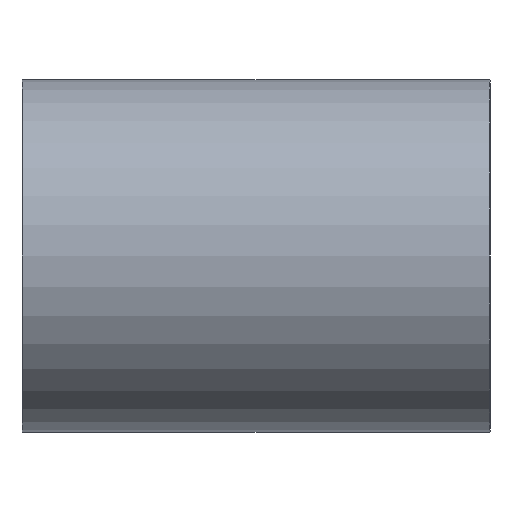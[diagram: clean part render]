
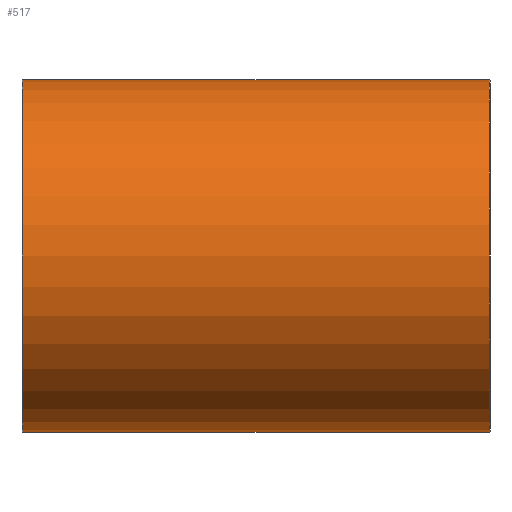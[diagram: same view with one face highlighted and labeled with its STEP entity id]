
A CAD part, left-side view. The second image highlights one B-rep face of the part: STEP entity #517.
In plain terms, the highlighted cylindrical face has radius 55 mm (diameter 110 mm), a partial arc.
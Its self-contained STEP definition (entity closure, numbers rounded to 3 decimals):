
#115 = VERTEX_POINT ( 'NONE', #3233 ) ;
#270 = ORIENTED_EDGE ( 'NONE', *, *, #2855, .T. ) ;
#350 = VERTEX_POINT ( 'NONE', #3313 ) ;
#428 = VERTEX_POINT ( 'NONE', #2724 ) ;
#461 = DIRECTION ( 'NONE',  ( 0., 1., 0. ) ) ;
#517 = ADVANCED_FACE ( 'NONE', ( #1068 ), #3353, .T. ) ;
#520 = LINE ( 'NONE', #3721, #2889 ) ;
#674 = VECTOR ( 'NONE', #3002, 1000. ) ;
#723 = VERTEX_POINT ( 'NONE', #1650 ) ;
#1045 = CARTESIAN_POINT ( 'NONE',  ( 0., 0.2, 0. ) ) ;
#1068 = FACE_OUTER_BOUND ( 'NONE', #3140, .T. ) ;
#1275 = AXIS2_PLACEMENT_3D ( 'NONE', #1045, #461, #2311 ) ;
#1322 = CARTESIAN_POINT ( 'NONE',  ( 0., 145.8, 0. ) ) ;
#1487 = CIRCLE ( 'NONE', #2699, 55. ) ;
#1576 = EDGE_CURVE ( 'NONE', #723, #115, #1995, .T. ) ;
#1625 = DIRECTION ( 'NONE',  ( 0., 0., 1. ) ) ;
#1650 = CARTESIAN_POINT ( 'NONE',  ( 0., 0.2, -55. ) ) ;
#1869 = DIRECTION ( 'NONE',  ( 0., -1., 0. ) ) ;
#1995 = CIRCLE ( 'NONE', #1275, 55. ) ;
#2137 = EDGE_CURVE ( 'NONE', #350, #723, #2436, .T. ) ;
#2213 = ORIENTED_EDGE ( 'NONE', *, *, #2137, .T. ) ;
#2311 = DIRECTION ( 'NONE',  ( 0., 0., 1. ) ) ;
#2372 = ORIENTED_EDGE ( 'NONE', *, *, #1576, .T. ) ;
#2422 = DIRECTION ( 'NONE',  ( 0., -1., 0. ) ) ;
#2436 = LINE ( 'NONE', #3342, #674 ) ;
#2504 = DIRECTION ( 'NONE',  ( 0., 0., -1. ) ) ;
#2699 = AXIS2_PLACEMENT_3D ( 'NONE', #1322, #3496, #1625 ) ;
#2717 = EDGE_CURVE ( 'NONE', #428, #115, #520, .T. ) ;
#2724 = CARTESIAN_POINT ( 'NONE',  ( 0., 145.8, 55. ) ) ;
#2746 = AXIS2_PLACEMENT_3D ( 'NONE', #3131, #2422, #2504 ) ;
#2855 = EDGE_CURVE ( 'NONE', #428, #350, #1487, .T. ) ;
#2889 = VECTOR ( 'NONE', #1869, 1000. ) ;
#3002 = DIRECTION ( 'NONE',  ( 0., -1., 0. ) ) ;
#3131 = CARTESIAN_POINT ( 'NONE',  ( 0., 146., 0. ) ) ;
#3140 = EDGE_LOOP ( 'NONE', ( #3539, #270, #2213, #2372 ) ) ;
#3233 = CARTESIAN_POINT ( 'NONE',  ( 0., 0.2, 55. ) ) ;
#3313 = CARTESIAN_POINT ( 'NONE',  ( 0., 145.8, -55. ) ) ;
#3342 = CARTESIAN_POINT ( 'NONE',  ( 0., 146., -55. ) ) ;
#3353 = CYLINDRICAL_SURFACE ( 'NONE', #2746, 55. ) ;
#3496 = DIRECTION ( 'NONE',  ( 0., -1., 0. ) ) ;
#3539 = ORIENTED_EDGE ( 'NONE', *, *, #2717, .F. ) ;
#3721 = CARTESIAN_POINT ( 'NONE',  ( 0., 146., 55. ) ) ;
